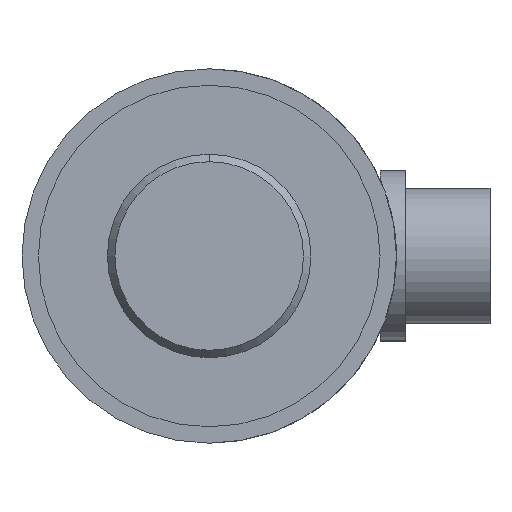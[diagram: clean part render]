
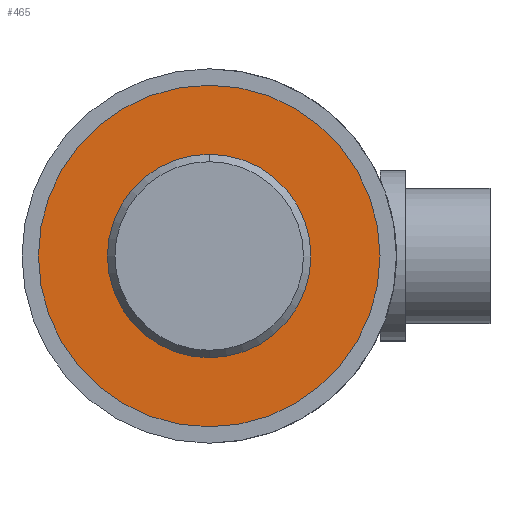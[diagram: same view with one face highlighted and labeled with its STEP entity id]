
A CAD part, front view. The second image highlights one B-rep face of the part: STEP entity #465.
In plain terms, the highlighted planar face has unit normal (0, -1, 0).
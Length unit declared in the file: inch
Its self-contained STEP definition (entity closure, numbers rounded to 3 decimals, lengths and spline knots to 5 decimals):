
#31 = CARTESIAN_POINT ( 'NONE',  ( 2.2846, 1.08926, 2.86457 ) ) ;
#150 = VERTEX_POINT ( 'NONE', #803 ) ;
#212 = CARTESIAN_POINT ( 'NONE',  ( 2.2846, 1.08926, 3.48957 ) ) ;
#220 = CIRCLE ( 'NONE', #806, 0.35838 ) ;
#267 = DIRECTION ( 'NONE',  ( 0., 0., 1. ) ) ;
#339 = ORIENTED_EDGE ( 'NONE', *, *, #1288, .T. ) ;
#354 = CIRCLE ( 'NONE', #1253, 0.625 ) ;
#363 = FACE_BOUND ( 'NONE', #1231, .T. ) ;
#374 = CIRCLE ( 'NONE', #938, 0.35838 ) ;
#402 = CARTESIAN_POINT ( 'NONE',  ( 2.2846, 1.08926, 2.50619 ) ) ;
#430 = DIRECTION ( 'NONE',  ( 0., 0., 1. ) ) ;
#443 = DIRECTION ( 'NONE',  ( 0., 1., 0. ) ) ;
#465 = ADVANCED_FACE ( 'NONE', ( #1228, #363 ), #757, .F. ) ;
#484 = CIRCLE ( 'NONE', #1110, 0.625 ) ;
#559 = CARTESIAN_POINT ( 'NONE',  ( 2.64297, 1.08926, 2.86457 ) ) ;
#560 = EDGE_CURVE ( 'NONE', #601, #150, #220, .T. ) ;
#601 = VERTEX_POINT ( 'NONE', #402 ) ;
#606 = DIRECTION ( 'NONE',  ( 0., 1., 0. ) ) ;
#656 = CARTESIAN_POINT ( 'NONE',  ( 2.2846, 1.08926, 2.86457 ) ) ;
#680 = VERTEX_POINT ( 'NONE', #212 ) ;
#753 = DIRECTION ( 'NONE',  ( 0., 1., 0. ) ) ;
#757 = PLANE ( 'NONE',  #911 ) ;
#758 = CARTESIAN_POINT ( 'NONE',  ( 2.2846, 1.08926, 2.86457 ) ) ;
#792 = ORIENTED_EDGE ( 'NONE', *, *, #1217, .F. ) ;
#797 = ORIENTED_EDGE ( 'NONE', *, *, #935, .F. ) ;
#803 = CARTESIAN_POINT ( 'NONE',  ( 2.2846, 1.08926, 3.22295 ) ) ;
#806 = AXIS2_PLACEMENT_3D ( 'NONE', #811, #606, #976 ) ;
#811 = CARTESIAN_POINT ( 'NONE',  ( 2.2846, 1.08926, 2.86457 ) ) ;
#911 = AXIS2_PLACEMENT_3D ( 'NONE', #559, #965, #267 ) ;
#932 = DIRECTION ( 'NONE',  ( 0., 1., 0. ) ) ;
#935 = EDGE_CURVE ( 'NONE', #1027, #680, #484, .T. ) ;
#938 = AXIS2_PLACEMENT_3D ( 'NONE', #758, #443, #967 ) ;
#965 = DIRECTION ( 'NONE',  ( 0., 1., 0. ) ) ;
#967 = DIRECTION ( 'NONE',  ( 0., 0., 1. ) ) ;
#976 = DIRECTION ( 'NONE',  ( 0., 0., 1. ) ) ;
#994 = CARTESIAN_POINT ( 'NONE',  ( 2.2846, 1.08926, 2.23957 ) ) ;
#1027 = VERTEX_POINT ( 'NONE', #994 ) ;
#1063 = EDGE_LOOP ( 'NONE', ( #792, #797 ) ) ;
#1070 = DIRECTION ( 'NONE',  ( 0., 0., 1. ) ) ;
#1110 = AXIS2_PLACEMENT_3D ( 'NONE', #656, #753, #1070 ) ;
#1217 = EDGE_CURVE ( 'NONE', #680, #1027, #354, .T. ) ;
#1228 = FACE_OUTER_BOUND ( 'NONE', #1063, .T. ) ;
#1231 = EDGE_LOOP ( 'NONE', ( #339, #1252 ) ) ;
#1252 = ORIENTED_EDGE ( 'NONE', *, *, #560, .T. ) ;
#1253 = AXIS2_PLACEMENT_3D ( 'NONE', #31, #932, #430 ) ;
#1288 = EDGE_CURVE ( 'NONE', #150, #601, #374, .T. ) ;
